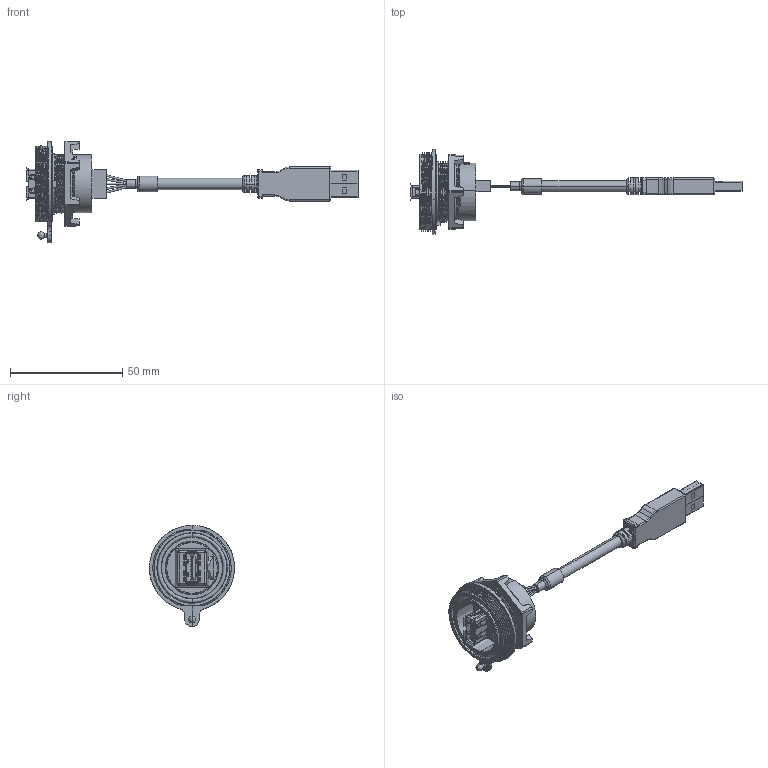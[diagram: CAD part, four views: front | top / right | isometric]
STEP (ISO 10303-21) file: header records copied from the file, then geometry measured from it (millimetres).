
FILE_DESCRIPTION(('STEP AP242'),'1');
FILE_NAME('px0844-x-0m50-x.stp','2023-12-04T23:39:36',('TraceParts'),('TraceParts S.A.'),'Spatial InterOp 3D',' ',' ');
FILE_SCHEMA(('AP242_MANAGED_MODEL_BASED_3D_ENGINEERING_MIM_LF {1 0 10303 442 1 1 4}'));
Length unit declared in the file: millimetre
Products named in the file (1): px0844-x-0m50-x_1
Bounding box: 147.82 x 37.91 x 45.09 mm (x, y, z)
Volume: 16664.4 mm3; surface area: 16169.4 mm2
Topology: 2 solids, 2 shells, 1275 faces, 3580 edges, 2311 vertices
Faces by surface type: plane 710, cylinder 315, bspline 160, cone 90
Entity records: 64884 total; most frequent: CARTESIAN_POINT 26687, ORIENTED_EDGE 7136, DIRECTION 6401, EDGE_CURVE 3568, VERTEX_POINT 2311, AXIS2_PLACEMENT_3D 2236, LINE 1929, VECTOR 1929
